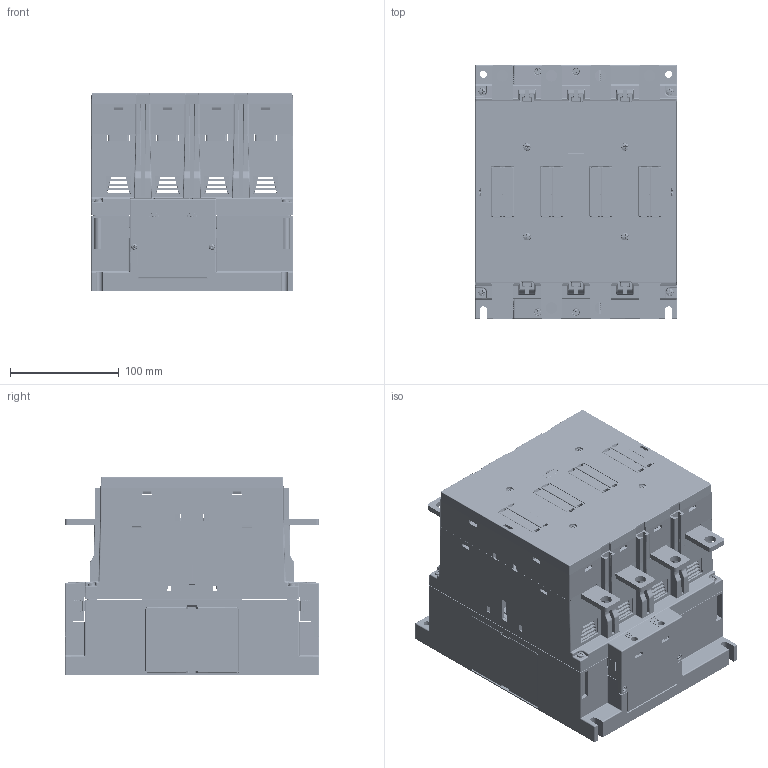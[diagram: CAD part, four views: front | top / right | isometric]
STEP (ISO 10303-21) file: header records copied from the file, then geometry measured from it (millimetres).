
FILE_DESCRIPTION(/* description */ (''),/* implementation_level */ '2;1');
FILE_NAME(/* name */ 'FILE_STP_CAD_DRAWING_3d_BF265T4-BF230T4_prt.stp',/* time_stamp */ '2023-03-03T13:36:55+01:00',/* author */ (''),/* organization */ (''),/* preprocessor_version */ 'ST-DEVELOPER v16.7',/* originating_system */ 'SIEMENS PLM Software NX 12.0',/* authorisation */ '');
FILE_SCHEMA (('AUTOMOTIVE_DESIGN { 1 0 10303 214 3 1 1 1 }'));
Products named in the file (1): 3d_BF265T4-BF230T4
Bounding box: 185 x 233 x 181.5 mm (x, y, z)
Surface area: 547734.7 mm2 (no closed solid volume)
Topology: 0 solids, 68 shells, 4381 faces, 18404 edges, 13819 vertices
Faces by surface type: plane 2480, cylinder 1083, cone 406, bspline 190, torus 104, sphere 100, extrusion 18
Full cylindrical faces by diameter (mm): 2.4 x4, 2.85 x4, 2.9 x4, 3 x8, 3.4 x4, 3.48 x4, 3.5 x4, 3.54 x4, 3.8 x4, 4 x4, 4.1 x4, 6.2 x4, 10.5 x8
Entity records: 213448 total; most frequent: CARTESIAN_POINT 63386, DIRECTION 31336, ORIENTED_EDGE 27784, EDGE_CURVE 18074, VERTEX_POINT 13738, VECTOR 11650, LINE 11632, AXIS2_PLACEMENT_3D 9843
